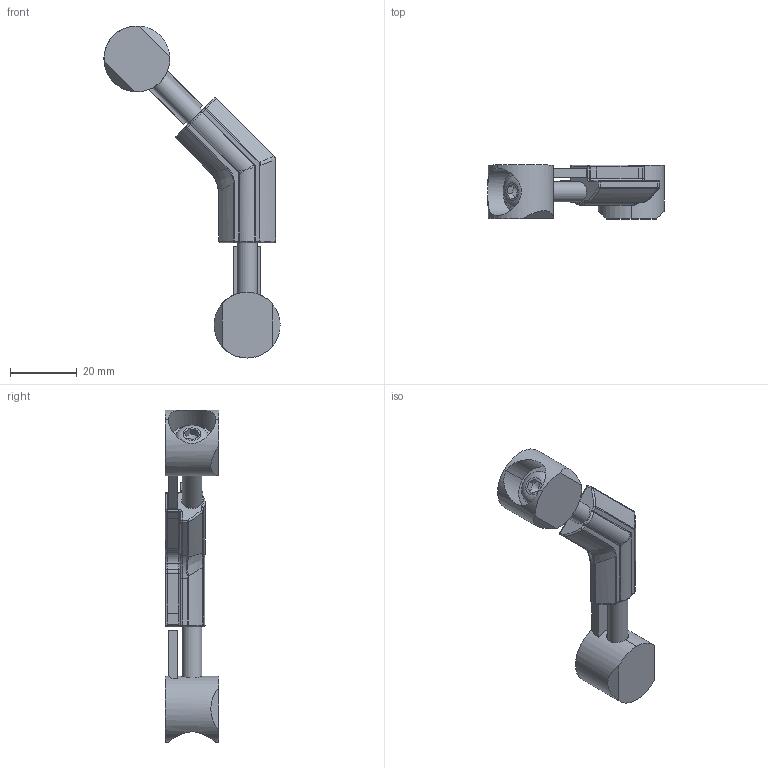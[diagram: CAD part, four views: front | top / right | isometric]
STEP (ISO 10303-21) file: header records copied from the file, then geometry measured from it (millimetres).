
FILE_DESCRIPTION(/* description */ (''),/* implementation_level */ '2;1');
FILE_NAME(/* name */ '13094_KriTec_Gehrungsverbinder_8_45_komplett.stp',/* time_stamp */ '2015-10-26T14:45:04+01:00',/* author */ ('kostic'),/* organization */ (''),/* preprocessor_version */ 'ST-DEVELOPER v15.2',/* originating_system */ 'Autodesk Inventor 2014',/* authorisation */ '');
FILE_SCHEMA (('CONFIG_CONTROL_DESIGN'));
Length unit declared in the file: millimetre
Products named in the file (4): 13094_Gehrungsverbinder 8; 13094_Verbinder 8; 11647_KriTec_Halbrundschraube_ISO_7380_M6x35; 13094_KriTec_Gehrungsverbinder_8_45_komplett
Assembly tree (5 placements, depth 2):
  13094_KriTec_Gehrungsverbinder_8_45_komplett
    13094_Gehrungsverbinder 8
    13094_Verbinder 8  x2
    11647_KriTec_Halbrundschraube_ISO_7380_M6x35  x2
Bounding box: 52.69 x 16 x 99.34 mm (x, y, z)
Volume: 14391.3 mm3; surface area: 9529.6 mm2
Topology: 5 solids, 5 shells, 217 faces, 512 edges, 288 vertices
Faces by surface type: cylinder 75, plane 64, torus 34, sphere 16, cone 14, bspline 14
Full cylindrical faces by diameter (mm): 6 x2, 10.5 x2
Entity records: 5600 total; most frequent: CARTESIAN_POINT 1311, DIRECTION 907, ORIENTED_EDGE 808, EDGE_CURVE 404, AXIS2_PLACEMENT_3D 367, VERTEX_POINT 235, EDGE_LOOP 193, CIRCLE 189
